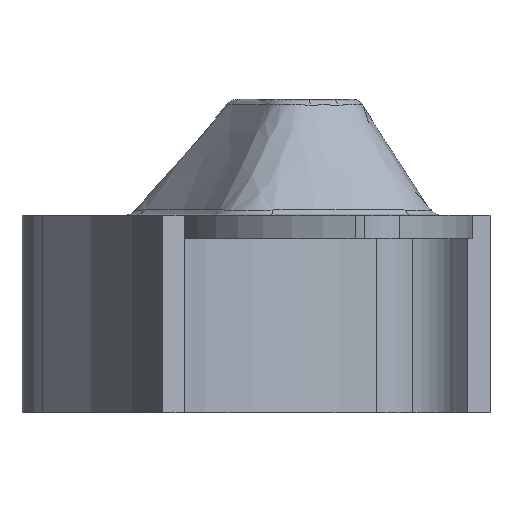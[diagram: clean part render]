
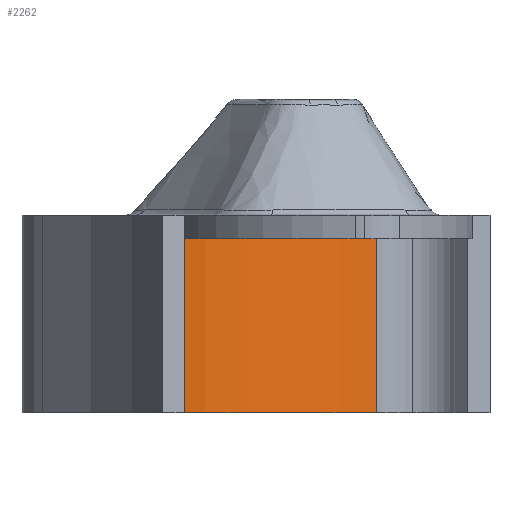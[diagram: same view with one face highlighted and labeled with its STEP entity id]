
A CAD part, left-side view. The second image highlights one B-rep face of the part: STEP entity #2262.
In plain terms, the highlighted cylindrical face has radius 25 mm (diameter 50 mm), a partial arc.
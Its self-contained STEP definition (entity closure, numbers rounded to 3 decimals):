
#91 = CARTESIAN_POINT ( 'NONE',  ( 145.487, 101.41, -15. ) ) ;
#169 = AXIS2_PLACEMENT_3D ( 'NONE', #1335, #4944, #1229 ) ;
#337 = VERTEX_POINT ( 'NONE', #91 ) ;
#622 = ORIENTED_EDGE ( 'NONE', *, *, #1576, .T. ) ;
#673 = ORIENTED_EDGE ( 'NONE', *, *, #2013, .T. ) ;
#859 = AXIS2_PLACEMENT_3D ( 'NONE', #4723, #2667, #4317 ) ;
#949 = EDGE_LOOP ( 'NONE', ( #673, #3144, #622, #4815 ) ) ;
#1018 = CARTESIAN_POINT ( 'NONE',  ( 145.487, 101.41, 0. ) ) ;
#1203 = VECTOR ( 'NONE', #2984, 1000. ) ;
#1229 = DIRECTION ( 'NONE',  ( 1., 0., 0. ) ) ;
#1284 = CIRCLE ( 'NONE', #859, 25. ) ;
#1335 = CARTESIAN_POINT ( 'NONE',  ( 169.881, 95.937, -70.949 ) ) ;
#1398 = VERTEX_POINT ( 'NONE', #4016 ) ;
#1531 = DIRECTION ( 'NONE',  ( 1., 0., 0. ) ) ;
#1576 = EDGE_CURVE ( 'NONE', #337, #1398, #1284, .T. ) ;
#1606 = DIRECTION ( 'NONE',  ( 0., 0., -1. ) ) ;
#1718 = CIRCLE ( 'NONE', #4755, 25. ) ;
#1937 = LINE ( 'NONE', #2707, #1980 ) ;
#1980 = VECTOR ( 'NONE', #2277, 1000. ) ;
#2013 = EDGE_CURVE ( 'NONE', #2704, #3019, #1718, .T. ) ;
#2262 = ADVANCED_FACE ( 'NONE', ( #4134 ), #5048, .T. ) ;
#2277 = DIRECTION ( 'NONE',  ( 0., 0., 1. ) ) ;
#2667 = DIRECTION ( 'NONE',  ( 0., 0., 1. ) ) ;
#2704 = VERTEX_POINT ( 'NONE', #4634 ) ;
#2707 = CARTESIAN_POINT ( 'NONE',  ( 152.094, 78.369, -70.949 ) ) ;
#2984 = DIRECTION ( 'NONE',  ( 0., 0., 1. ) ) ;
#3019 = VERTEX_POINT ( 'NONE', #1018 ) ;
#3144 = ORIENTED_EDGE ( 'NONE', *, *, #3429, .F. ) ;
#3404 = LINE ( 'NONE', #5057, #1203 ) ;
#3429 = EDGE_CURVE ( 'NONE', #337, #3019, #3404, .T. ) ;
#4016 = CARTESIAN_POINT ( 'NONE',  ( 152.094, 78.369, -15. ) ) ;
#4134 = FACE_OUTER_BOUND ( 'NONE', #949, .T. ) ;
#4317 = DIRECTION ( 'NONE',  ( -1., 0., 0. ) ) ;
#4634 = CARTESIAN_POINT ( 'NONE',  ( 152.094, 78.369, 0. ) ) ;
#4723 = CARTESIAN_POINT ( 'NONE',  ( 169.881, 95.937, -15. ) ) ;
#4755 = AXIS2_PLACEMENT_3D ( 'NONE', #5318, #1606, #1531 ) ;
#4815 = ORIENTED_EDGE ( 'NONE', *, *, #5316, .T. ) ;
#4944 = DIRECTION ( 'NONE',  ( 0., 0., 1. ) ) ;
#5048 = CYLINDRICAL_SURFACE ( 'NONE', #169, 25. ) ;
#5057 = CARTESIAN_POINT ( 'NONE',  ( 145.487, 101.41, -70.949 ) ) ;
#5316 = EDGE_CURVE ( 'NONE', #1398, #2704, #1937, .T. ) ;
#5318 = CARTESIAN_POINT ( 'NONE',  ( 169.881, 95.937, 0. ) ) ;
